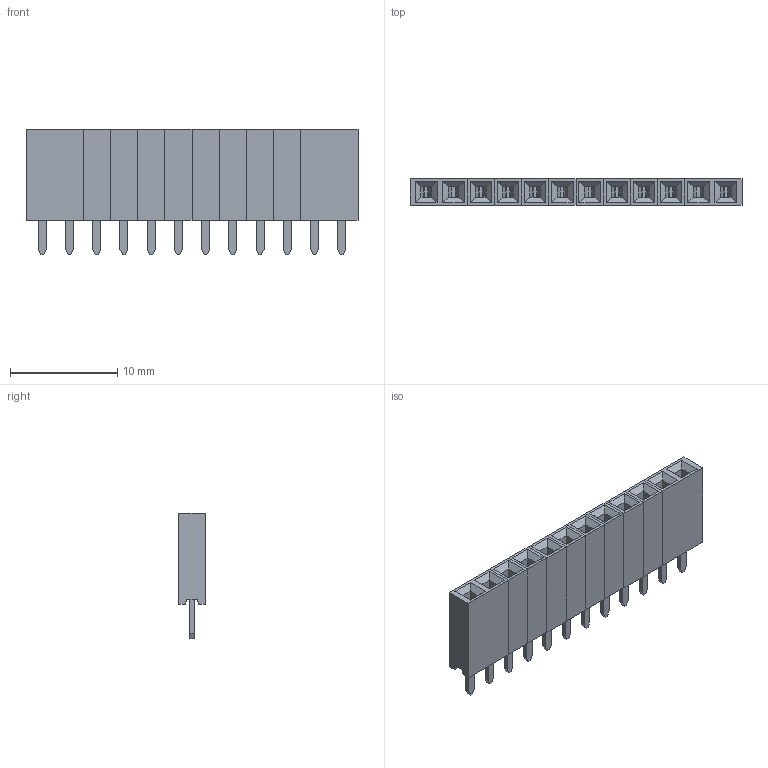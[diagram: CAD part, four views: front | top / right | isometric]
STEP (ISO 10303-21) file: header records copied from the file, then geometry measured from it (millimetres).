
FILE_DESCRIPTION(('for SolidWorks'),'2;1');
FILE_NAME('hdrf-1x12t_2.54_31x3.step', '2016-06-03T18:03:02',('Serg'),(''),'Open CASCADE STEP processor 6.6', 'DipTrace','Unknown');
FILE_SCHEMA(('AUTOMOTIVE_DESIGN { 1 0 10303 214 1 1 1 1 }'));
Length unit declared in the file: millimetre
Products named in the file (2): ASSEMBLY; hdrf-1x12t_2.54_31x3
Assembly tree (1 placements, depth 2):
  ASSEMBLY
    hdrf-1x12t_2.54_31x3
Bounding box: 30.98 x 2.5 x 11.7 mm (x, y, z)
Volume: 586.5 mm3; surface area: 1468.7 mm2
Topology: 10 solids, 10 shells, 388 faces, 984 edges, 640 vertices
Faces by surface type: plane 388
Entity records: 14094 total; most frequent: CARTESIAN_POINT 2014, ORIENTED_EDGE 1968, DIRECTION 1764, EDGE_CURVE 984, LINE 984, VECTOR 984, VERTEX_POINT 640, FACE_BOUND 412
